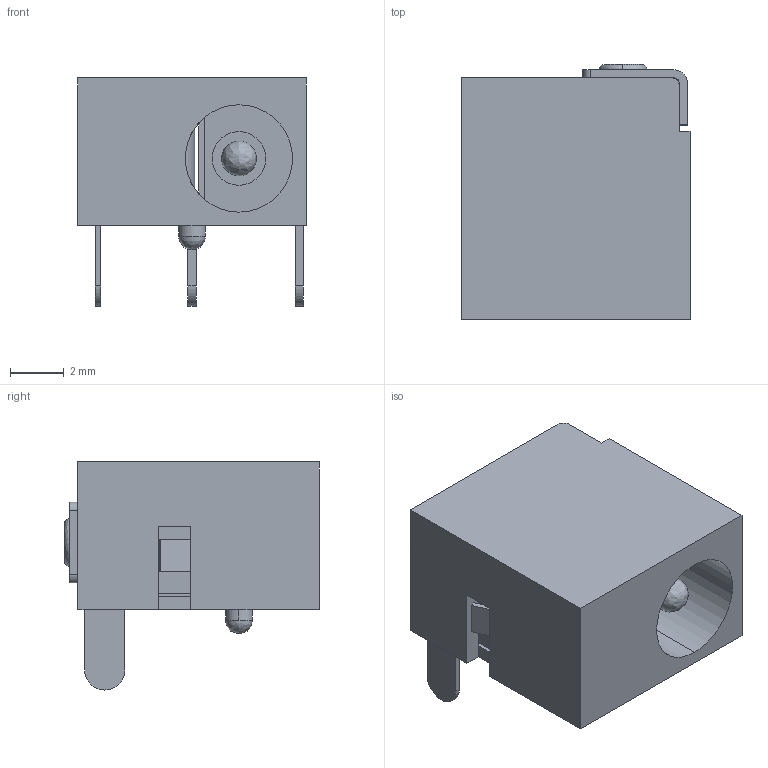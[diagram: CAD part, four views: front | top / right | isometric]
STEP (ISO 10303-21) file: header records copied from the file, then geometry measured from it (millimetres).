
FILE_DESCRIPTION (( 'STEP AP203' ), '1' );
FILE_NAME ('54-00126.STEP', '2018-09-27T23:45:45', ( '' ), ( '' ), 'SwSTEP 2.0', 'SolidWorks 2015', '' );
FILE_SCHEMA (( 'CONFIG_CONTROL_DESIGN' ));
Length unit declared in the file: millimetre
Products named in the file (6): 54-00126 terminal 3; 54-00126 center pin; 54-00126; 54-00126 terminal 2; 54-00126 terminal; 54-00126 insulator
Assembly tree (5 placements, depth 2):
  54-00126
    54-00126 insulator
    54-00126 terminal
    54-00126 terminal 2
    54-00126 terminal 3
    54-00126 center pin
Bounding box: 8.5 x 9.5 x 8.5 mm (x, y, z)
Volume: 245.7 mm3; surface area: 794.3 mm2
Topology: 5 solids, 5 shells, 165 faces, 459 edges, 299 vertices
Faces by surface type: plane 113, cylinder 44, bspline 6, cone 2
Entity records: 6010 total; most frequent: CARTESIAN_POINT 1134, ORIENTED_EDGE 906, DIRECTION 861, EDGE_CURVE 453, LINE 345, VECTOR 345, VERTEX_POINT 299, AXIS2_PLACEMENT_3D 258
